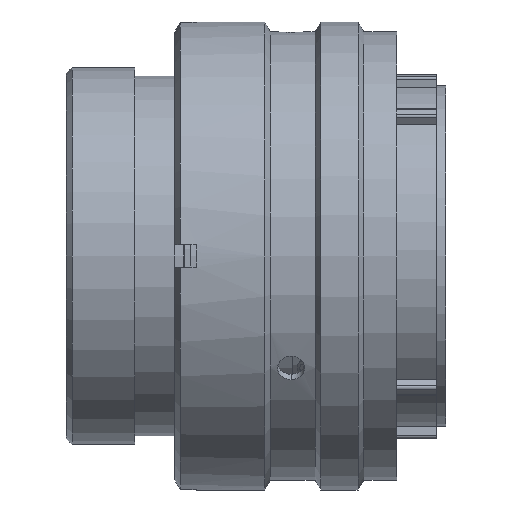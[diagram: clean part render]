
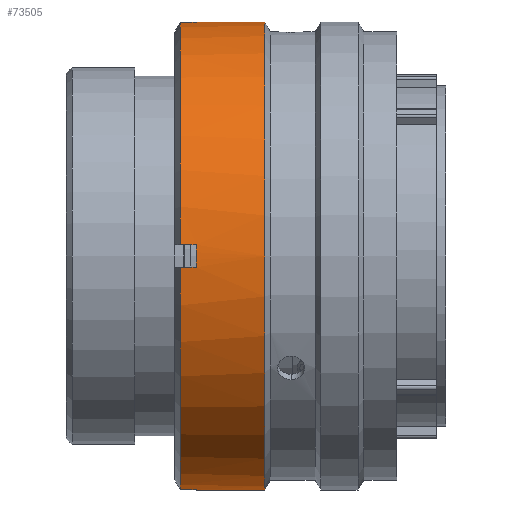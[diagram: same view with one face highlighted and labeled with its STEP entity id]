
A CAD part, front view. The second image highlights one B-rep face of the part: STEP entity #73505.
In plain terms, the highlighted cylindrical face has radius 20.6 mm (diameter 41.2 mm), a partial arc.
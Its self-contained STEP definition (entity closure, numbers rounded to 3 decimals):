
#589 = CARTESIAN_POINT ( 'NONE',  ( 11.42, 0., 20.6 ) ) ;
#1064 = CIRCLE ( 'NONE', #82807, 20.6 ) ;
#1441 = CARTESIAN_POINT ( 'NONE',  ( 11.42, -1., 20.576 ) ) ;
#1722 = CYLINDRICAL_SURFACE ( 'NONE', #19594, 20.6 ) ;
#3811 = LINE ( 'NONE', #5994, #8299 ) ;
#4284 = VERTEX_POINT ( 'NONE', #34289 ) ;
#5031 = AXIS2_PLACEMENT_3D ( 'NONE', #52126, #25723, #52559 ) ;
#5994 = CARTESIAN_POINT ( 'NONE',  ( 29.07, -20.576, 1. ) ) ;
#6251 = EDGE_CURVE ( 'NONE', #64910, #63445, #13374, .T. ) ;
#6575 = CARTESIAN_POINT ( 'NONE',  ( 29.07, -1., 20.576 ) ) ;
#6812 = CIRCLE ( 'NONE', #22352, 20.6 ) ;
#7176 = DIRECTION ( 'NONE',  ( 1., 0., 0. ) ) ;
#8019 = VERTEX_POINT ( 'NONE', #42880 ) ;
#8299 = VECTOR ( 'NONE', #67727, 1000. ) ;
#8453 = VERTEX_POINT ( 'NONE', #13016 ) ;
#10066 = CIRCLE ( 'NONE', #12920, 20.6 ) ;
#10703 = CIRCLE ( 'NONE', #5031, 20.6 ) ;
#11747 = VECTOR ( 'NONE', #18849, 1000. ) ;
#12920 = AXIS2_PLACEMENT_3D ( 'NONE', #73597, #86488, #66966 ) ;
#13016 = CARTESIAN_POINT ( 'NONE',  ( 11.42, -20.576, 1. ) ) ;
#13374 = LINE ( 'NONE', #45557, #63828 ) ;
#14269 = EDGE_CURVE ( 'NONE', #61729, #8019, #18483, .T. ) ;
#14882 = EDGE_CURVE ( 'NONE', #8453, #61729, #1064, .T. ) ;
#15634 = VECTOR ( 'NONE', #65603, 1000. ) ;
#16360 = ORIENTED_EDGE ( 'NONE', *, *, #31819, .T. ) ;
#18048 = LINE ( 'NONE', #57266, #40909 ) ;
#18483 = LINE ( 'NONE', #45378, #15634 ) ;
#18849 = DIRECTION ( 'NONE',  ( 1., 0., 0. ) ) ;
#19594 = AXIS2_PLACEMENT_3D ( 'NONE', #22062, #56344, #69202 ) ;
#19793 = CARTESIAN_POINT ( 'NONE',  ( 10.02, 0., 0. ) ) ;
#19827 = ORIENTED_EDGE ( 'NONE', *, *, #56201, .F. ) ;
#21539 = DIRECTION ( 'NONE',  ( 0., 0., -1. ) ) ;
#22062 = CARTESIAN_POINT ( 'NONE',  ( 29.07, 0., 0. ) ) ;
#22352 = AXIS2_PLACEMENT_3D ( 'NONE', #19793, #81962, #21539 ) ;
#22492 = FACE_OUTER_BOUND ( 'NONE', #62480, .T. ) ;
#24066 = CARTESIAN_POINT ( 'NONE',  ( 11.42, 0., 0. ) ) ;
#24735 = DIRECTION ( 'NONE',  ( 1., 0., 0. ) ) ;
#25723 = DIRECTION ( 'NONE',  ( 1., 0., 0. ) ) ;
#26380 = VERTEX_POINT ( 'NONE', #71965 ) ;
#28153 = ORIENTED_EDGE ( 'NONE', *, *, #45560, .T. ) ;
#28556 = ORIENTED_EDGE ( 'NONE', *, *, #14882, .T. ) ;
#30362 = CARTESIAN_POINT ( 'NONE',  ( 11.42, -20.576, -1. ) ) ;
#30703 = VERTEX_POINT ( 'NONE', #1441 ) ;
#31650 = LINE ( 'NONE', #32083, #11747 ) ;
#31819 = EDGE_CURVE ( 'NONE', #26380, #4284, #18048, .T. ) ;
#32083 = CARTESIAN_POINT ( 'NONE',  ( 29.07, -1., -20.576 ) ) ;
#33516 = DIRECTION ( 'NONE',  ( -1., 0., 0. ) ) ;
#33996 = CIRCLE ( 'NONE', #59248, 20.6 ) ;
#34289 = CARTESIAN_POINT ( 'NONE',  ( 17.44, 0., -20.6 ) ) ;
#35648 = ORIENTED_EDGE ( 'NONE', *, *, #65512, .T. ) ;
#37279 = ORIENTED_EDGE ( 'NONE', *, *, #6251, .F. ) ;
#37695 = VERTEX_POINT ( 'NONE', #51739 ) ;
#38122 = ORIENTED_EDGE ( 'NONE', *, *, #67145, .T. ) ;
#39825 = CARTESIAN_POINT ( 'NONE',  ( 11.42, 0., 0. ) ) ;
#40909 = VECTOR ( 'NONE', #24735, 1000. ) ;
#42880 = CARTESIAN_POINT ( 'NONE',  ( 10.02, -20.576, -1. ) ) ;
#44730 = DIRECTION ( 'NONE',  ( 0., 0., 1. ) ) ;
#45378 = CARTESIAN_POINT ( 'NONE',  ( 29.07, -20.576, -1. ) ) ;
#45557 = CARTESIAN_POINT ( 'NONE',  ( 29.07, 0., 20.6 ) ) ;
#45560 = EDGE_CURVE ( 'NONE', #30703, #80543, #72724, .T. ) ;
#46532 = VERTEX_POINT ( 'NONE', #84209 ) ;
#46906 = ORIENTED_EDGE ( 'NONE', *, *, #77181, .T. ) ;
#48103 = ORIENTED_EDGE ( 'NONE', *, *, #63649, .T. ) ;
#50233 = CIRCLE ( 'NONE', #78451, 20.6 ) ;
#50785 = CARTESIAN_POINT ( 'NONE',  ( 17.44, 0., 20.6 ) ) ;
#51739 = CARTESIAN_POINT ( 'NONE',  ( 10.02, -20.576, 1. ) ) ;
#52080 = DIRECTION ( 'NONE',  ( 1., 0., 0. ) ) ;
#52126 = CARTESIAN_POINT ( 'NONE',  ( 17.44, 0., 0. ) ) ;
#52559 = DIRECTION ( 'NONE',  ( 0., 0., -1. ) ) ;
#54092 = CARTESIAN_POINT ( 'NONE',  ( 10.02, -1., 20.576 ) ) ;
#56201 = EDGE_CURVE ( 'NONE', #63445, #4284, #10703, .T. ) ;
#56344 = DIRECTION ( 'NONE',  ( 1., 0., 0. ) ) ;
#57266 = CARTESIAN_POINT ( 'NONE',  ( 29.07, 0., -20.6 ) ) ;
#57951 = CARTESIAN_POINT ( 'NONE',  ( 11.42, -1., -20.576 ) ) ;
#59189 = DIRECTION ( 'NONE',  ( 1., 0., 0. ) ) ;
#59196 = ORIENTED_EDGE ( 'NONE', *, *, #79512, .T. ) ;
#59248 = AXIS2_PLACEMENT_3D ( 'NONE', #39825, #7176, #73316 ) ;
#61729 = VERTEX_POINT ( 'NONE', #30362 ) ;
#61942 = VERTEX_POINT ( 'NONE', #57951 ) ;
#62480 = EDGE_LOOP ( 'NONE', ( #37279, #46906, #28153, #65086, #35648, #28556, #85242, #38122, #59196, #48103, #16360, #19827 ) ) ;
#63445 = VERTEX_POINT ( 'NONE', #50785 ) ;
#63649 = EDGE_CURVE ( 'NONE', #61942, #26380, #50233, .T. ) ;
#63828 = VECTOR ( 'NONE', #59189, 1000. ) ;
#64910 = VERTEX_POINT ( 'NONE', #589 ) ;
#65086 = ORIENTED_EDGE ( 'NONE', *, *, #81767, .T. ) ;
#65281 = CARTESIAN_POINT ( 'NONE',  ( 11.42, 0., 0. ) ) ;
#65512 = EDGE_CURVE ( 'NONE', #37695, #8453, #3811, .T. ) ;
#65603 = DIRECTION ( 'NONE',  ( -1., 0., 0. ) ) ;
#66966 = DIRECTION ( 'NONE',  ( 0., 0., -1. ) ) ;
#67145 = EDGE_CURVE ( 'NONE', #8019, #46532, #10066, .T. ) ;
#67727 = DIRECTION ( 'NONE',  ( 1., 0., 0. ) ) ;
#69202 = DIRECTION ( 'NONE',  ( 0., 0., -1. ) ) ;
#70736 = DIRECTION ( 'NONE',  ( 1., 0., 0. ) ) ;
#71775 = VECTOR ( 'NONE', #33516, 1000. ) ;
#71965 = CARTESIAN_POINT ( 'NONE',  ( 11.42, 0., -20.6 ) ) ;
#72724 = LINE ( 'NONE', #6575, #71775 ) ;
#73316 = DIRECTION ( 'NONE',  ( 0., 0., 1. ) ) ;
#73505 = ADVANCED_FACE ( 'NONE', ( #22492 ), #1722, .T. ) ;
#73597 = CARTESIAN_POINT ( 'NONE',  ( 10.02, 0., 0. ) ) ;
#77181 = EDGE_CURVE ( 'NONE', #64910, #30703, #33996, .T. ) ;
#78451 = AXIS2_PLACEMENT_3D ( 'NONE', #65281, #52080, #79058 ) ;
#79058 = DIRECTION ( 'NONE',  ( 0., 0., 1. ) ) ;
#79512 = EDGE_CURVE ( 'NONE', #46532, #61942, #31650, .T. ) ;
#80543 = VERTEX_POINT ( 'NONE', #54092 ) ;
#81767 = EDGE_CURVE ( 'NONE', #80543, #37695, #6812, .T. ) ;
#81962 = DIRECTION ( 'NONE',  ( 1., 0., 0. ) ) ;
#82807 = AXIS2_PLACEMENT_3D ( 'NONE', #24066, #70736, #44730 ) ;
#84209 = CARTESIAN_POINT ( 'NONE',  ( 10.02, -1., -20.576 ) ) ;
#85242 = ORIENTED_EDGE ( 'NONE', *, *, #14269, .T. ) ;
#86488 = DIRECTION ( 'NONE',  ( 1., 0., 0. ) ) ;
